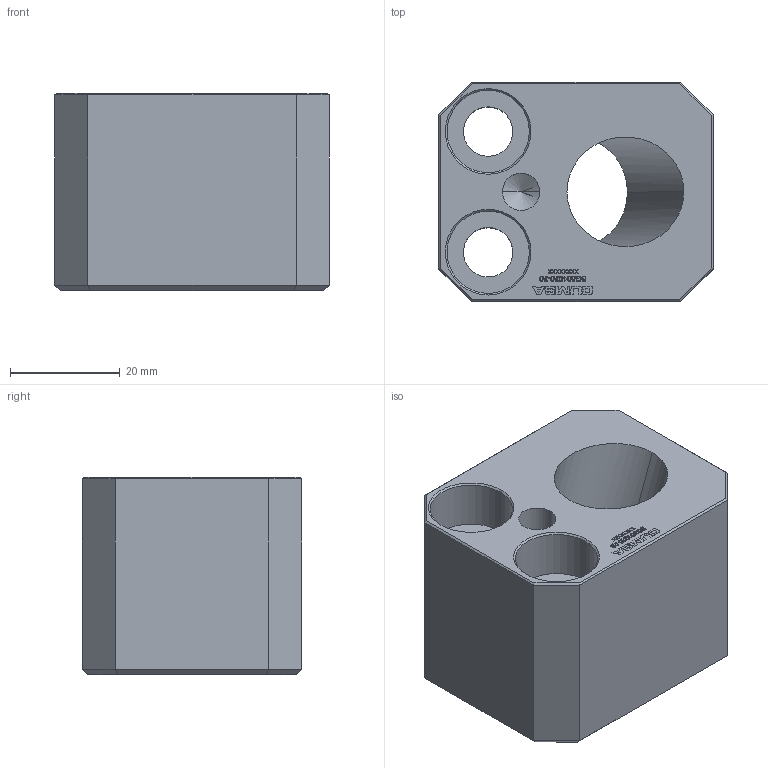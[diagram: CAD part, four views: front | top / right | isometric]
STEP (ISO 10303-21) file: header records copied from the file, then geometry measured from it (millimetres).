
FILE_DESCRIPTION (( 'STEP AP214' ), '1' );
FILE_NAME ('BG504020-20.STEP', '2018-03-09T10:34:48', ( '' ), ( '' ), 'SwSTEP 2.0', 'SolidWorks 2017', '' );
FILE_SCHEMA (( 'AUTOMOTIVE_DESIGN' ));
Length unit declared in the file: millimetre
Products named in the file (1): BG504020-20
Bounding box: 50 x 40 x 36 mm (x, y, z)
Volume: 49393.2 mm3; surface area: 13776.3 mm2
Topology: 1 solids, 1 shells, 431 faces, 1163 edges, 767 vertices
Faces by surface type: plane 253, bspline 158, cylinder 14, cone 6
Entity records: 24987 total; most frequent: CARTESIAN_POINT 11096, ORIENTED_EDGE 2322, DIRECTION 1415, EDGE_CURVE 1161, LINE 811, VECTOR 811, VERTEX_POINT 767, EDGE_LOOP 472
